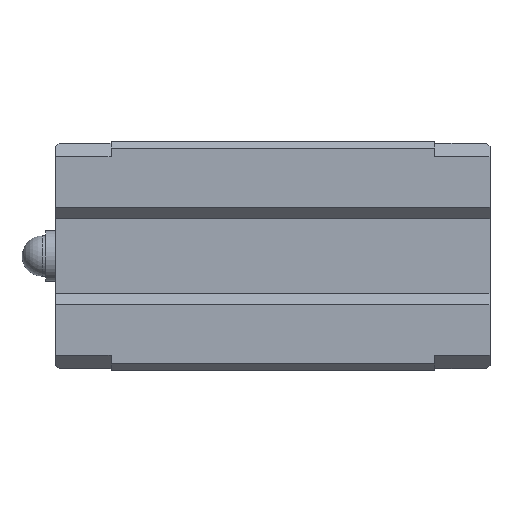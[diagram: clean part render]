
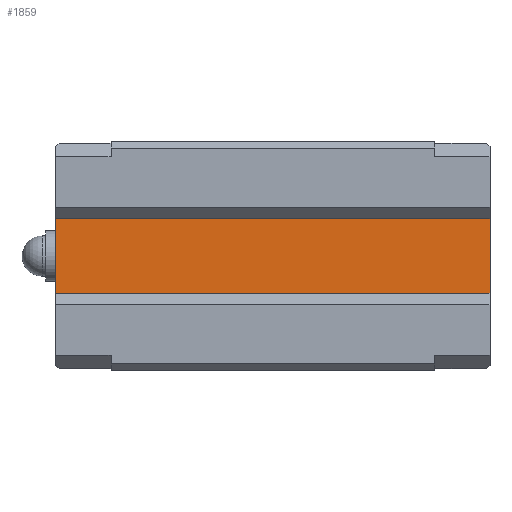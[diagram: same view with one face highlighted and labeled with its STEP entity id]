
A CAD part, front view. The second image highlights one B-rep face of the part: STEP entity #1859.
In plain terms, the highlighted planar face has unit normal (0, -1, 0).
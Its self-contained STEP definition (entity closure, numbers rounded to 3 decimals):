
#65=LINE('',#2756,#255);
#106=LINE('',#2869,#296);
#205=LINE('',#3086,#395);
#206=LINE('',#3088,#396);
#255=VECTOR('',#2198,1000.);
#296=VECTOR('',#2283,1000.);
#395=VECTOR('',#2500,1000.);
#396=VECTOR('',#2503,1000.);
#472=PLANE('',#2041);
#902=ORIENTED_EDGE('',*,*,#1136,.F.);
#903=ORIENTED_EDGE('',*,*,#1247,.F.);
#904=ORIENTED_EDGE('',*,*,#1078,.T.);
#905=ORIENTED_EDGE('',*,*,#1248,.T.);
#1078=EDGE_CURVE('',#1331,#1330,#65,.T.);
#1136=EDGE_CURVE('',#1380,#1381,#106,.T.);
#1247=EDGE_CURVE('',#1331,#1380,#205,.T.);
#1248=EDGE_CURVE('',#1330,#1381,#206,.T.);
#1330=VERTEX_POINT('',#2755);
#1331=VERTEX_POINT('',#2757);
#1380=VERTEX_POINT('',#2868);
#1381=VERTEX_POINT('',#2870);
#1597=EDGE_LOOP('',(#902,#903,#904,#905));
#1733=FACE_BOUND('',#1597,.T.);
#1859=ADVANCED_FACE('',(#1733),#472,.T.);
#2041=AXIS2_PLACEMENT_3D('',#3087,#2501,#2502);
#2198=DIRECTION('',(0.,0.,1.));
#2283=DIRECTION('',(0.,0.,1.));
#2500=DIRECTION('',(-1.,0.,0.));
#2501=DIRECTION('',(0.,-1.,0.));
#2502=DIRECTION('',(0.,0.,-1.));
#2503=DIRECTION('',(-1.,0.,0.));
#2755=CARTESIAN_POINT('',(32.2,10.,5.6));
#2756=CARTESIAN_POINT('',(32.2,10.,-5.6));
#2757=CARTESIAN_POINT('',(32.2,10.,-5.6));
#2868=CARTESIAN_POINT('',(-32.2,10.,-5.6));
#2869=CARTESIAN_POINT('',(-32.2,10.,-5.6));
#2870=CARTESIAN_POINT('',(-32.2,10.,5.6));
#3086=CARTESIAN_POINT('',(32.2,10.,-5.6));
#3087=CARTESIAN_POINT('',(32.2,10.,-5.6));
#3088=CARTESIAN_POINT('',(32.2,10.,5.6));
